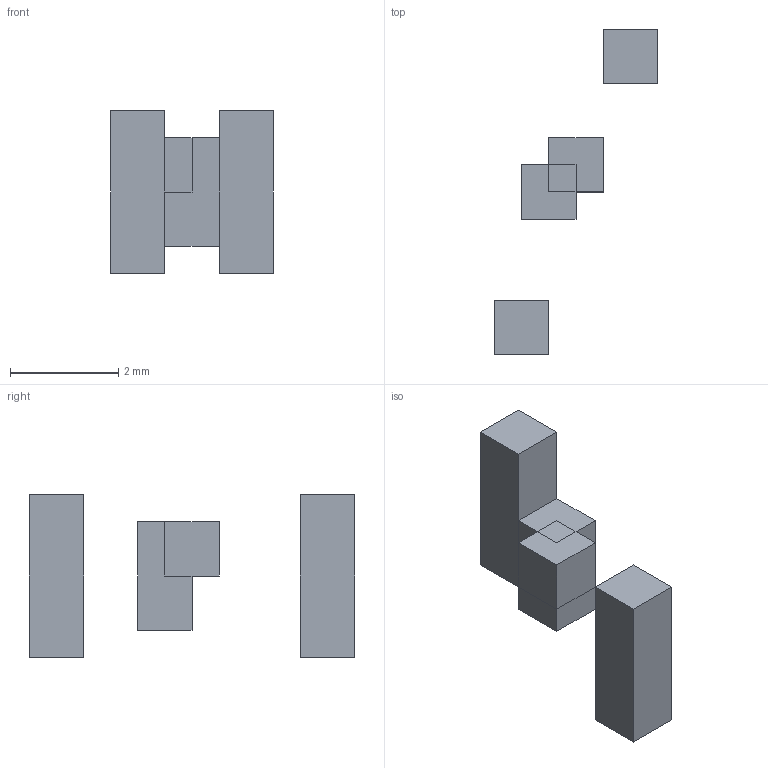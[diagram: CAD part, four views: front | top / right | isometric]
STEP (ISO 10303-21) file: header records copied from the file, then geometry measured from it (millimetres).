
FILE_DESCRIPTION(('Open CASCADE Model'),'2;1');
FILE_NAME('Open CASCADE Shape Model','2021-07-12T01:29:12',('Author'),( 'Open CASCADE'),'Open CASCADE STEP processor 7.5','Open CASCADE 7.5' ,'Unknown');
FILE_SCHEMA(('AUTOMOTIVE_DESIGN { 1 0 10303 214 1 1 1 1 }'));
Length unit declared in the file: millimetre
Products named in the file (7): CQ assembly; cca8de7d-e29f-11eb-8cb9-309c23d9770a; cca8de7d-e29f-11eb-8cb9-309c23d9770a_part; cca8de7e-e29f-11eb-8cec-309c23d9770a; cca8de7e-e29f-11eb-8cec-309c23d9770a_part; cca8de7f-e29f-11eb-a7cd-309c23d9770a; cca8de7f-e29f-11eb-a7cd-309c23d9770a_part
Assembly tree (6 placements, depth 4):
  CQ assembly
    cca8de7d-e29f-11eb-8cb9-309c23d9770a
      cca8de7d-e29f-11eb-8cb9-309c23d9770a_part
      cca8de7e-e29f-11eb-8cec-309c23d9770a
        cca8de7e-e29f-11eb-8cec-309c23d9770a_part
      cca8de7f-e29f-11eb-a7cd-309c23d9770a
        cca8de7f-e29f-11eb-a7cd-309c23d9770a_part
Bounding box: 3 x 6 x 3 mm (x, y, z)
Volume: 9 mm3; surface area: 44 mm2
Topology: 4 solids, 4 shells, 24 faces, 48 edges, 32 vertices
Faces by surface type: plane 24
Entity records: 1348 total; most frequent: CARTESIAN_POINT 207, DIRECTION 206, LINE 144, VECTOR 144, ORIENTED_EDGE 96, PCURVE 96, DEFINITIONAL_REPRESENTATION 96, EDGE_CURVE 48
